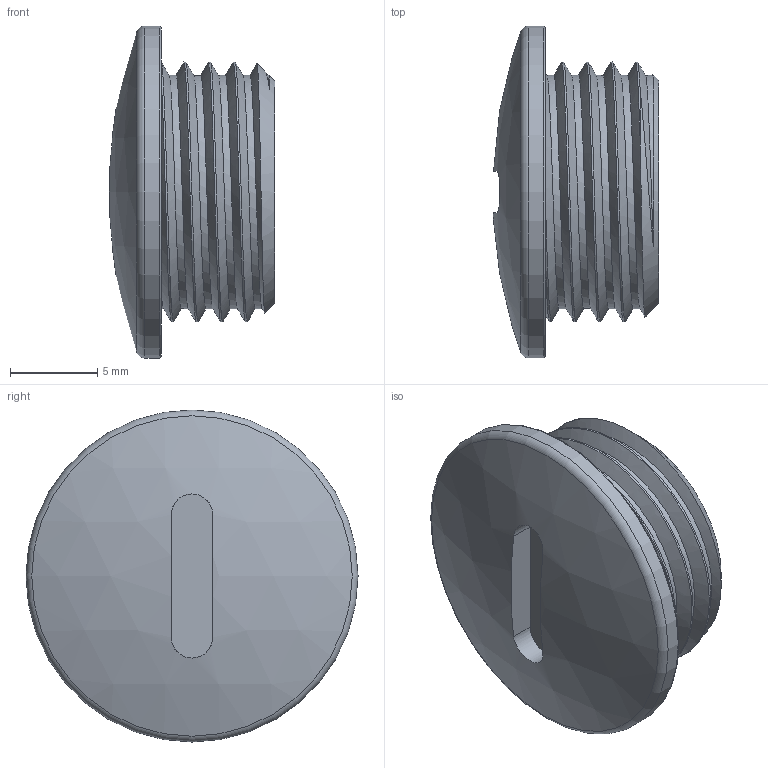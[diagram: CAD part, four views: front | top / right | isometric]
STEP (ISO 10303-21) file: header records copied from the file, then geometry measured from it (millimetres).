
FILE_DESCRIPTION(/* description */ ('Verschlussschraube PG 9'),/* implementation_level */ '2;1');
FILE_NAME(/* name */ '13007409-RST.stp',/* time_stamp */ '2022-01-12T10:11:14+01:00',/* author */ ('sl'),/* organization */ (''),/* preprocessor_version */ 'ST-DEVELOPER v16.5',/* originating_system */ 'Autodesk Inventor 2017',/* authorisation */ '');
FILE_SCHEMA (('AUTOMOTIVE_DESIGN { 1 0 10303 214 3 1 1 }'));
Length unit declared in the file: millimetre
Products named in the file (1): Verschlussschraube-05-BT-0001-13007409
Bounding box: 9.45 x 19 x 19 mm (x, y, z)
Volume: 997 mm3; surface area: 1301.7 mm2
Topology: 1 solids, 1 shells, 19 faces, 39 edges, 25 vertices
Faces by surface type: cylinder 6, plane 6, torus 3, bspline 2, cone 1, sphere 1
Full cylindrical faces by diameter (mm): 11.22 x1, 19 x1
Entity records: 1393 total; most frequent: CARTESIAN_POINT 999, DIRECTION 74, ORIENTED_EDGE 64, AXIS2_PLACEMENT_3D 34, EDGE_CURVE 32, EDGE_LOOP 28, VERTEX_POINT 24, FACE_OUTER_BOUND 19
